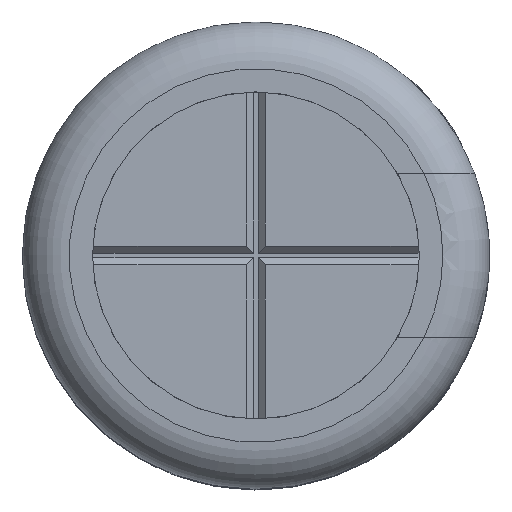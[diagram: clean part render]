
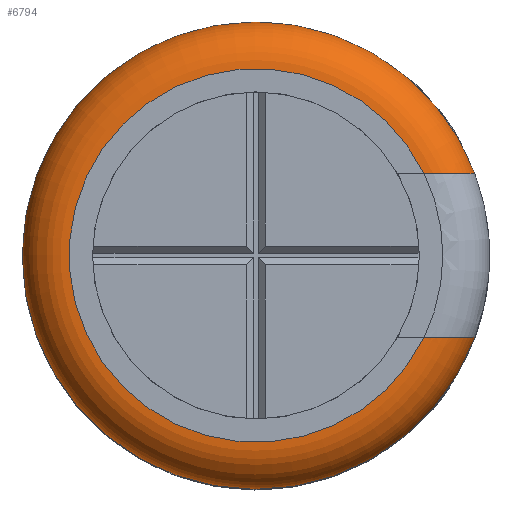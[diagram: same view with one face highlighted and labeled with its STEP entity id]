
A CAD part, top view. The second image highlights one B-rep face of the part: STEP entity #6794.
In plain terms, the highlighted toroidal (fillet/blend) face has major radius 4 mm and minor radius 1 mm.
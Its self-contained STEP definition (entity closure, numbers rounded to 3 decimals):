
#219 = CARTESIAN_POINT ( 'NONE',  ( 3.597, -1.75, 13.5 ) ) ;
#1311 = CARTESIAN_POINT ( 'NONE',  ( 4.653, 1.75, 12.775 ) ) ;
#1779 = ORIENTED_EDGE ( 'NONE', *, *, #18680, .T. ) ;
#3463 = AXIS2_PLACEMENT_3D ( 'NONE', #4569, #21589, #6723 ) ;
#3465 = CARTESIAN_POINT ( 'NONE',  ( 4.127, 1.75, 13.385 ) ) ;
#3664 = CARTESIAN_POINT ( 'NONE',  ( 0., 0., 13.5 ) ) ;
#3762 = CARTESIAN_POINT ( 'NONE',  ( 4.538, 1.75, 13.022 ) ) ;
#4410 = AXIS2_PLACEMENT_3D ( 'NONE', #25873, #23525, #8950 ) ;
#4569 = CARTESIAN_POINT ( 'NONE',  ( 0., 0., 12.5 ) ) ;
#4616 = CARTESIAN_POINT ( 'NONE',  ( 4.249, -1.75, 13.314 ) ) ;
#4618 = VERTEX_POINT ( 'NONE', #14473 ) ;
#4675 = VERTEX_POINT ( 'NONE', #27014 ) ;
#4880 = CARTESIAN_POINT ( 'NONE',  ( 3.597, 1.75, 13.5 ) ) ;
#5251 = EDGE_CURVE ( 'NONE', #20916, #4675, #18080, .T. ) ;
#5620 = CARTESIAN_POINT ( 'NONE',  ( 4.684, 1.75, 12.5 ) ) ;
#6723 = DIRECTION ( 'NONE',  ( 1., 0., 0. ) ) ;
#6794 = ADVANCED_FACE ( 'NONE', ( #7880 ), #18527, .T. ) ;
#6805 = CIRCLE ( 'NONE', #15117, 4. ) ;
#6967 = CARTESIAN_POINT ( 'NONE',  ( 4.653, -1.75, 12.774 ) ) ;
#7404 = CARTESIAN_POINT ( 'NONE',  ( 4.684, -1.75, 12.5 ) ) ;
#7606 = CARTESIAN_POINT ( 'NONE',  ( 3.871, 1.75, 13.477 ) ) ;
#7880 = FACE_OUTER_BOUND ( 'NONE', #22404, .T. ) ;
#8038 = ORIENTED_EDGE ( 'NONE', *, *, #5251, .T. ) ;
#8434 = CIRCLE ( 'NONE', #16899, 5. ) ;
#8508 = EDGE_CURVE ( 'NONE', #13446, #4618, #17394, .T. ) ;
#8753 = CARTESIAN_POINT ( 'NONE',  ( 4.684, -1.75, 12.5 ) ) ;
#8850 = CARTESIAN_POINT ( 'NONE',  ( 4.454, -1.75, 13.133 ) ) ;
#8950 = DIRECTION ( 'NONE',  ( 1., 0., 0. ) ) ;
#9321 = DIRECTION ( 'NONE',  ( 0., 0., 1. ) ) ;
#9920 = VERTEX_POINT ( 'NONE', #4880 ) ;
#10127 = CARTESIAN_POINT ( 'NONE',  ( 4.249, 1.75, 13.314 ) ) ;
#10847 = DIRECTION ( 'NONE',  ( 0., 0., -1. ) ) ;
#10885 = CARTESIAN_POINT ( 'NONE',  ( 4.538, -1.75, 13.021 ) ) ;
#11528 = CARTESIAN_POINT ( 'NONE',  ( 3.597, 1.75, 13.5 ) ) ;
#13187 = B_SPLINE_CURVE_WITH_KNOTS ( 'NONE', 3,
 ( #11528, #13657, #7606, #3465, #10127, #16532, #3762, #1311, #22654, #5620 ),
 .UNSPECIFIED., .F., .F.,
 ( 4, 2, 2, 2, 4 ),
 ( 0.001, 0.001, 0.001, 0.002, 0.002 ),
 .UNSPECIFIED. ) ;
#13327 = ORIENTED_EDGE ( 'NONE', *, *, #16519, .F. ) ;
#13446 = VERTEX_POINT ( 'NONE', #15105 ) ;
#13657 = CARTESIAN_POINT ( 'NONE',  ( 3.733, 1.75, 13.5 ) ) ;
#14473 = CARTESIAN_POINT ( 'NONE',  ( 4.684, 1.75, 12.5 ) ) ;
#15105 = CARTESIAN_POINT ( 'NONE',  ( -5., 0., 12.5 ) ) ;
#15117 = AXIS2_PLACEMENT_3D ( 'NONE', #3664, #9321, #20878 ) ;
#15258 = CARTESIAN_POINT ( 'NONE',  ( 3.87, -1.75, 13.477 ) ) ;
#16519 = EDGE_CURVE ( 'NONE', #9920, #4675, #6805, .T. ) ;
#16532 = CARTESIAN_POINT ( 'NONE',  ( 4.453, 1.75, 13.134 ) ) ;
#16899 = AXIS2_PLACEMENT_3D ( 'NONE', #23580, #10847, #25733 ) ;
#17394 = CIRCLE ( 'NONE', #4410, 5. ) ;
#18080 = B_SPLINE_CURVE_WITH_KNOTS ( 'NONE', 3,
 ( #8753, #21551, #6967, #10885, #8850, #4616, #19530, #15258, #21636, #219 ),
 .UNSPECIFIED., .F., .F.,
 ( 4, 2, 2, 2, 4 ),
 ( 0.004, 0.005, 0.005, 0.006, 0.006 ),
 .UNSPECIFIED. ) ;
#18527 = TOROIDAL_SURFACE ( 'NONE', #3463, 4., 1. ) ;
#18680 = EDGE_CURVE ( 'NONE', #9920, #4618, #13187, .T. ) ;
#19530 = CARTESIAN_POINT ( 'NONE',  ( 4.129, -1.75, 13.384 ) ) ;
#20878 = DIRECTION ( 'NONE',  ( 1., 0., 0. ) ) ;
#20916 = VERTEX_POINT ( 'NONE', #7404 ) ;
#21551 = CARTESIAN_POINT ( 'NONE',  ( 4.684, -1.75, 12.637 ) ) ;
#21589 = DIRECTION ( 'NONE',  ( 0., 0., 1. ) ) ;
#21636 = CARTESIAN_POINT ( 'NONE',  ( 3.734, -1.75, 13.5 ) ) ;
#22404 = EDGE_LOOP ( 'NONE', ( #25127, #8038, #13327, #1779, #23267 ) ) ;
#22654 = CARTESIAN_POINT ( 'NONE',  ( 4.684, 1.75, 12.637 ) ) ;
#23267 = ORIENTED_EDGE ( 'NONE', *, *, #8508, .F. ) ;
#23525 = DIRECTION ( 'NONE',  ( 0., 0., -1. ) ) ;
#23580 = CARTESIAN_POINT ( 'NONE',  ( 0., 0., 12.5 ) ) ;
#23889 = EDGE_CURVE ( 'NONE', #20916, #13446, #8434, .T. ) ;
#25127 = ORIENTED_EDGE ( 'NONE', *, *, #23889, .F. ) ;
#25733 = DIRECTION ( 'NONE',  ( 1., 0., 0. ) ) ;
#25873 = CARTESIAN_POINT ( 'NONE',  ( 0., 0., 12.5 ) ) ;
#27014 = CARTESIAN_POINT ( 'NONE',  ( 3.597, -1.75, 13.5 ) ) ;
